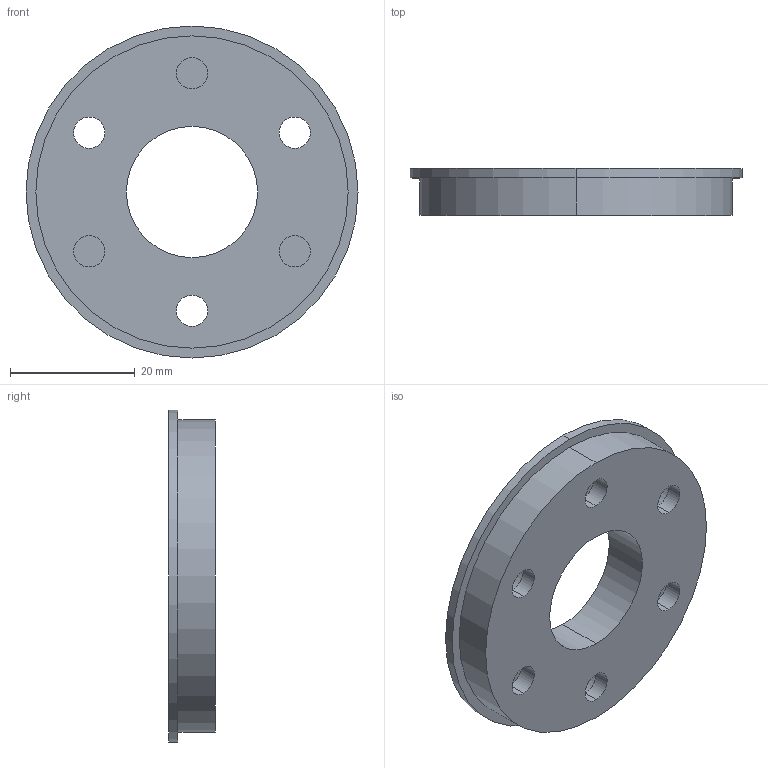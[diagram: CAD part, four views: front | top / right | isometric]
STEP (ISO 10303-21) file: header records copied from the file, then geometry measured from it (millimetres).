
FILE_DESCRIPTION (( 'STEP AP214' ), '1' );
FILE_NAME ('output_flange.STEP', '2025-01-20T17:55:07', ( '' ), ( '' ), 'SwSTEP 2.0', 'SolidWorks 2024', '' );
FILE_SCHEMA (( 'AUTOMOTIVE_DESIGN' ));
Length unit declared in the file: millimetre
Products named in the file (1): output_flange
Bounding box: 53.15 x 7.5 x 53.15 mm (x, y, z)
Volume: 11071.2 mm3; surface area: 6258.2 mm2
Topology: 1 solids, 1 shells, 63 faces, 144 edges, 90 vertices
Faces by surface type: cylinder 36, plane 15, cone 12
Entity records: 1777 total; most frequent: DIRECTION 344, CARTESIAN_POINT 286, ORIENTED_EDGE 264, AXIS2_PLACEMENT_3D 148, EDGE_CURVE 132, VERTEX_POINT 90, EDGE_LOOP 90, CIRCLE 84
